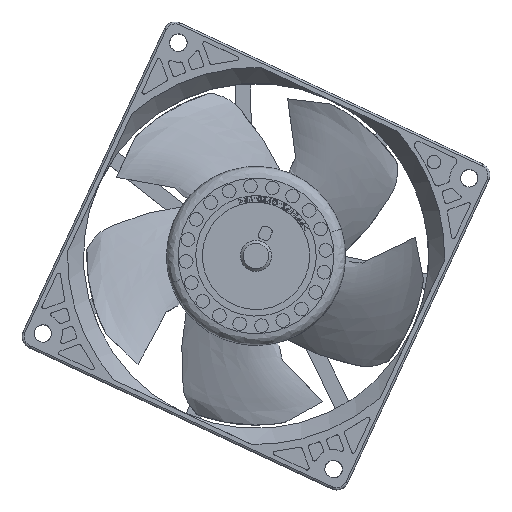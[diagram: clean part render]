
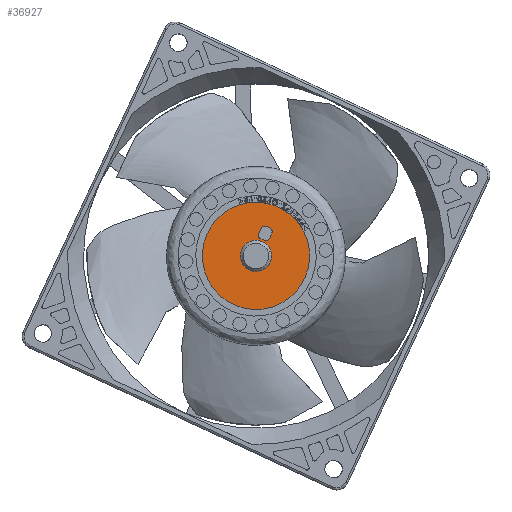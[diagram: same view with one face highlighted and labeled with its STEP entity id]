
A CAD part, top view. The second image highlights one B-rep face of the part: STEP entity #36927.
In plain terms, the highlighted planar face has unit normal (0, 0, 1).
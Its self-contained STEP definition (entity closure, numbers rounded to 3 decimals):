
#84 = EDGE_LOOP ( 'NONE', ( #61880, #19756 ) ) ;
#2057 = CIRCLE ( 'NONE', #52205, 4. ) ;
#2338 = CARTESIAN_POINT ( 'NONE',  ( 3.152, 4.535, 0. ) ) ;
#2413 = ORIENTED_EDGE ( 'NONE', *, *, #2450, .F. ) ;
#2450 = EDGE_CURVE ( 'NONE', #63158, #28715, #53890, .T. ) ;
#3763 = FACE_BOUND ( 'NONE', #48968, .T. ) ;
#4900 = CIRCLE ( 'NONE', #10755, 4. ) ;
#5450 = EDGE_CURVE ( 'NONE', #50721, #21189, #62358, .T. ) ;
#6741 = DIRECTION ( 'NONE',  ( 0., 0., -1. ) ) ;
#6747 = CARTESIAN_POINT ( 'NONE',  ( 4.684, 3.249, 0. ) ) ;
#7412 = CARTESIAN_POINT ( 'NONE',  ( 0., 0., 0. ) ) ;
#7833 = CIRCLE ( 'NONE', #33605, 1. ) ;
#8488 = VECTOR ( 'NONE', #57814, 1000. ) ;
#8591 = ORIENTED_EDGE ( 'NONE', *, *, #58354, .T. ) ;
#9199 = DIRECTION ( 'NONE',  ( 0., 0., -1. ) ) ;
#9842 = CARTESIAN_POINT ( 'NONE',  ( 13.8, 0., 0. ) ) ;
#9962 = ORIENTED_EDGE ( 'NONE', *, *, #13412, .F. ) ;
#10046 = CARTESIAN_POINT ( 'NONE',  ( 4., 0., 0. ) ) ;
#10202 = CARTESIAN_POINT ( 'NONE',  ( -4., 0., 0. ) ) ;
#10414 = ORIENTED_EDGE ( 'NONE', *, *, #20399, .T. ) ;
#10481 = DIRECTION ( 'NONE',  ( -1., 0., 0. ) ) ;
#10755 = AXIS2_PLACEMENT_3D ( 'NONE', #54388, #9199, #13783 ) ;
#10842 = FACE_BOUND ( 'NONE', #84, .T. ) ;
#11379 = VERTEX_POINT ( 'NONE', #52821 ) ;
#11622 = LINE ( 'NONE', #31681, #42364 ) ;
#12422 = DIRECTION ( 'NONE',  ( 0.643, 0.766, 0. ) ) ;
#13136 = ORIENTED_EDGE ( 'NONE', *, *, #32302, .T. ) ;
#13412 = EDGE_CURVE ( 'NONE', #28715, #63158, #58780, .T. ) ;
#13783 = DIRECTION ( 'NONE',  ( -1., 0., 0. ) ) ;
#13904 = CARTESIAN_POINT ( 'NONE',  ( 2.152, 4.535, 0. ) ) ;
#14741 = CARTESIAN_POINT ( 'NONE',  ( -13.8, 0., 0. ) ) ;
#14856 = DIRECTION ( 'NONE',  ( 1., 0., 0. ) ) ;
#15086 = VERTEX_POINT ( 'NONE', #10202 ) ;
#15182 = DIRECTION ( 'NONE',  ( 0., 0., -1. ) ) ;
#15508 = AXIS2_PLACEMENT_3D ( 'NONE', #34306, #64568, #59084 ) ;
#16960 = EDGE_CURVE ( 'NONE', #27509, #62522, #18636, .T. ) ;
#17233 = DIRECTION ( 'NONE',  ( -1., 0., 0. ) ) ;
#17917 = ORIENTED_EDGE ( 'NONE', *, *, #60593, .T. ) ;
#18137 = CIRCLE ( 'NONE', #58926, 1. ) ;
#18636 = LINE ( 'NONE', #46994, #8488 ) ;
#18669 = AXIS2_PLACEMENT_3D ( 'NONE', #25348, #34862, #10481 ) ;
#18961 = EDGE_CURVE ( 'NONE', #15086, #48228, #2057, .T. ) ;
#19153 = CARTESIAN_POINT ( 'NONE',  ( 3.35, 6.326, 0. ) ) ;
#19744 = VERTEX_POINT ( 'NONE', #55132 ) ;
#19756 = ORIENTED_EDGE ( 'NONE', *, *, #49192, .T. ) ;
#20371 = CARTESIAN_POINT ( 'NONE',  ( 5.525, 5.807, 0. ) ) ;
#20399 = EDGE_CURVE ( 'NONE', #19744, #64919, #39751, .T. ) ;
#20533 = CARTESIAN_POINT ( 'NONE',  ( 2.386, 5.177, 0. ) ) ;
#21189 = VERTEX_POINT ( 'NONE', #19153 ) ;
#21367 = AXIS2_PLACEMENT_3D ( 'NONE', #56590, #48403, #17233 ) ;
#22703 = EDGE_CURVE ( 'NONE', #64919, #23095, #61746, .T. ) ;
#23095 = VERTEX_POINT ( 'NONE', #32932 ) ;
#23136 = VECTOR ( 'NONE', #32061, 1000. ) ;
#23727 = ORIENTED_EDGE ( 'NONE', *, *, #16960, .T. ) ;
#25056 = DIRECTION ( 'NONE',  ( 1., 0., 0. ) ) ;
#25348 = CARTESIAN_POINT ( 'NONE',  ( 4.116, 5.684, 0. ) ) ;
#25499 = DIRECTION ( 'NONE',  ( -1., 0., 0. ) ) ;
#26570 = AXIS2_PLACEMENT_3D ( 'NONE', #30375, #15182, #25056 ) ;
#27509 = VERTEX_POINT ( 'NONE', #36326 ) ;
#28715 = VERTEX_POINT ( 'NONE', #14741 ) ;
#30007 = VERTEX_POINT ( 'NONE', #13904 ) ;
#30108 = CIRCLE ( 'NONE', #18669, 1. ) ;
#30375 = CARTESIAN_POINT ( 'NONE',  ( 0., 0., 0. ) ) ;
#31681 = CARTESIAN_POINT ( 'NONE',  ( 3.276, 3.126, 0. ) ) ;
#32061 = DIRECTION ( 'NONE',  ( -0.643, -0.766, 0. ) ) ;
#32205 = CARTESIAN_POINT ( 'NONE',  ( 2.386, 5.177, 0. ) ) ;
#32302 = EDGE_CURVE ( 'NONE', #30007, #50721, #18137, .T. ) ;
#32688 = DIRECTION ( 'NONE',  ( -1., 0., 0. ) ) ;
#32932 = CARTESIAN_POINT ( 'NONE',  ( 3.276, 3.126, 0. ) ) ;
#33605 = AXIS2_PLACEMENT_3D ( 'NONE', #41007, #45674, #25499 ) ;
#34306 = CARTESIAN_POINT ( 'NONE',  ( 3.918, 3.892, 0. ) ) ;
#34862 = DIRECTION ( 'NONE',  ( 0., 0., -1. ) ) ;
#34900 = DIRECTION ( 'NONE',  ( 0., 0., 1. ) ) ;
#36326 = CARTESIAN_POINT ( 'NONE',  ( 4.759, 6.45, 0. ) ) ;
#36773 = DIRECTION ( 'NONE',  ( -0.766, 0.643, 0. ) ) ;
#36927 = ADVANCED_FACE ( 'NONE', ( #3763, #10842, #54238 ), #55056, .T. ) ;
#37135 = EDGE_CURVE ( 'NONE', #62522, #19744, #48671, .T. ) ;
#39751 = LINE ( 'NONE', #46927, #23136 ) ;
#40725 = ORIENTED_EDGE ( 'NONE', *, *, #48728, .T. ) ;
#41007 = CARTESIAN_POINT ( 'NONE',  ( 3.152, 4.535, 0. ) ) ;
#41442 = ORIENTED_EDGE ( 'NONE', *, *, #5450, .T. ) ;
#42364 = VECTOR ( 'NONE', #36773, 1000. ) ;
#44200 = DIRECTION ( 'NONE',  ( 1., 0., 0. ) ) ;
#45060 = DIRECTION ( 'NONE',  ( 0., 0., -1. ) ) ;
#45674 = DIRECTION ( 'NONE',  ( 0., 0., -1. ) ) ;
#46927 = CARTESIAN_POINT ( 'NONE',  ( 5.649, 4.398, 0. ) ) ;
#46994 = CARTESIAN_POINT ( 'NONE',  ( 4.759, 6.45, 0. ) ) ;
#48228 = VERTEX_POINT ( 'NONE', #10046 ) ;
#48403 = DIRECTION ( 'NONE',  ( 0., 0., -1. ) ) ;
#48499 = AXIS2_PLACEMENT_3D ( 'NONE', #64666, #45060, #44200 ) ;
#48671 = CIRCLE ( 'NONE', #21367, 1. ) ;
#48728 = EDGE_CURVE ( 'NONE', #21189, #27509, #30108, .T. ) ;
#48968 = EDGE_LOOP ( 'NONE', ( #8591, #13136, #41442, #40725, #23727, #55288, #10414, #51990, #17917 ) ) ;
#49192 = EDGE_CURVE ( 'NONE', #48228, #15086, #4900, .T. ) ;
#50721 = VERTEX_POINT ( 'NONE', #20533 ) ;
#51990 = ORIENTED_EDGE ( 'NONE', *, *, #22703, .T. ) ;
#52205 = AXIS2_PLACEMENT_3D ( 'NONE', #7412, #6741, #32688 ) ;
#52821 = CARTESIAN_POINT ( 'NONE',  ( 2.51, 3.769, 0. ) ) ;
#53890 = CIRCLE ( 'NONE', #48499, 13.8 ) ;
#54238 = FACE_OUTER_BOUND ( 'NONE', #56313, .T. ) ;
#54388 = CARTESIAN_POINT ( 'NONE',  ( 0., 0., 0. ) ) ;
#55056 = PLANE ( 'NONE',  #64154 ) ;
#55132 = CARTESIAN_POINT ( 'NONE',  ( 5.649, 4.398, 0. ) ) ;
#55288 = ORIENTED_EDGE ( 'NONE', *, *, #37135, .T. ) ;
#56313 = EDGE_LOOP ( 'NONE', ( #2413, #9962 ) ) ;
#56590 = CARTESIAN_POINT ( 'NONE',  ( 4.883, 5.041, 0. ) ) ;
#57814 = DIRECTION ( 'NONE',  ( 0.766, -0.643, 0. ) ) ;
#58354 = EDGE_CURVE ( 'NONE', #11379, #30007, #7833, .T. ) ;
#58780 = CIRCLE ( 'NONE', #26570, 13.8 ) ;
#58926 = AXIS2_PLACEMENT_3D ( 'NONE', #2338, #62733, #63378 ) ;
#59084 = DIRECTION ( 'NONE',  ( -1., 0., 0. ) ) ;
#60593 = EDGE_CURVE ( 'NONE', #23095, #11379, #11622, .T. ) ;
#61746 = CIRCLE ( 'NONE', #15508, 1. ) ;
#61880 = ORIENTED_EDGE ( 'NONE', *, *, #18961, .T. ) ;
#62358 = LINE ( 'NONE', #32205, #63129 ) ;
#62522 = VERTEX_POINT ( 'NONE', #20371 ) ;
#62733 = DIRECTION ( 'NONE',  ( 0., 0., -1. ) ) ;
#63129 = VECTOR ( 'NONE', #12422, 1000. ) ;
#63158 = VERTEX_POINT ( 'NONE', #9842 ) ;
#63378 = DIRECTION ( 'NONE',  ( -1., 0., 0. ) ) ;
#64154 = AXIS2_PLACEMENT_3D ( 'NONE', #65174, #34900, #14856 ) ;
#64568 = DIRECTION ( 'NONE',  ( 0., 0., -1. ) ) ;
#64666 = CARTESIAN_POINT ( 'NONE',  ( 0., 0., 0. ) ) ;
#64919 = VERTEX_POINT ( 'NONE', #6747 ) ;
#65174 = CARTESIAN_POINT ( 'NONE',  ( 0., 0., 0. ) ) ;
